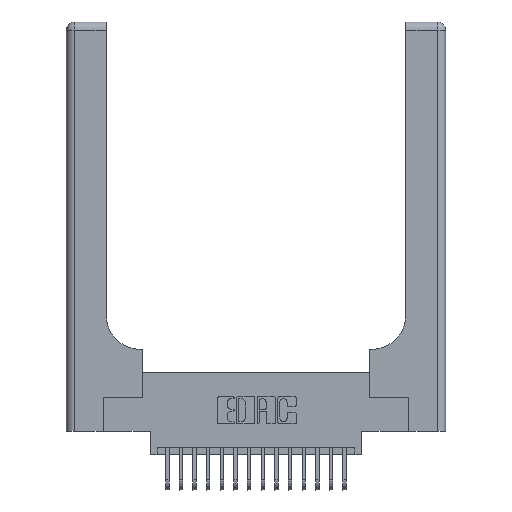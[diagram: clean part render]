
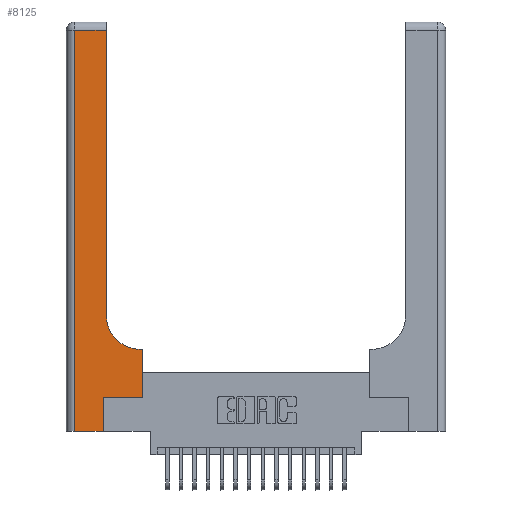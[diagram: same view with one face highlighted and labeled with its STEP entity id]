
A CAD part, top view. The second image highlights one B-rep face of the part: STEP entity #8125.
In plain terms, the highlighted planar face has unit normal (0, 0, 1).
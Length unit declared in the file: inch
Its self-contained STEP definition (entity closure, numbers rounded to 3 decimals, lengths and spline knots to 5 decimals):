
#125 = AXIS2_PLACEMENT_3D ( 'NONE', #9166, #12544, #9466 ) ;
#243 = VECTOR ( 'NONE', #2683, 39.37008 ) ;
#346 = CARTESIAN_POINT ( 'NONE',  ( 0.5585, 0.6, 0.37 ) ) ;
#607 = DIRECTION ( 'NONE',  ( 0., 1., 0. ) ) ;
#784 = VECTOR ( 'NONE', #7037, 39.37008 ) ;
#1157 = ORIENTED_EDGE ( 'NONE', *, *, #15962, .T. ) ;
#1439 = PLANE ( 'NONE',  #16275 ) ;
#1563 = VERTEX_POINT ( 'NONE', #20812 ) ;
#1724 = DIRECTION ( 'NONE',  ( 1., 0., 0. ) ) ;
#1934 = ORIENTED_EDGE ( 'NONE', *, *, #21259, .T. ) ;
#2604 = ORIENTED_EDGE ( 'NONE', *, *, #5318, .T. ) ;
#2683 = DIRECTION ( 'NONE',  ( 0., -1., 0. ) ) ;
#2928 = VERTEX_POINT ( 'NONE', #10083 ) ;
#2957 = DIRECTION ( 'NONE',  ( -1., 0., 0. ) ) ;
#3125 = VECTOR ( 'NONE', #607, 39.37008 ) ;
#3411 = CARTESIAN_POINT ( 'NONE',  ( 0.2915, 2.94, 0.37 ) ) ;
#3494 = LINE ( 'NONE', #10509, #18159 ) ;
#3583 = EDGE_CURVE ( 'NONE', #19707, #2928, #3982, .T. ) ;
#3982 = LINE ( 'NONE', #10306, #14495 ) ;
#4212 = CARTESIAN_POINT ( 'NONE',  ( 0.2915, 3., 0.37 ) ) ;
#4854 = VECTOR ( 'NONE', #19373, 39.37008 ) ;
#5318 = EDGE_CURVE ( 'NONE', #5731, #5425, #12067, .T. ) ;
#5425 = VERTEX_POINT ( 'NONE', #3411 ) ;
#5615 = EDGE_LOOP ( 'NONE', ( #2604, #20501, #11893, #1934, #15810, #19942, #8097, #1157, #18047 ) ) ;
#5690 = EDGE_CURVE ( 'NONE', #2928, #12883, #7573, .T. ) ;
#5731 = VERTEX_POINT ( 'NONE', #17327 ) ;
#6078 = CARTESIAN_POINT ( 'NONE',  ( 0., 2.94, 0.37 ) ) ;
#6322 = CARTESIAN_POINT ( 'NONE',  ( 0.2915, 0.6, 0.37 ) ) ;
#7037 = DIRECTION ( 'NONE',  ( 0., 1., 0. ) ) ;
#7573 = LINE ( 'NONE', #12280, #3125 ) ;
#7601 = VECTOR ( 'NONE', #19344, 39.37008 ) ;
#8097 = ORIENTED_EDGE ( 'NONE', *, *, #5690, .T. ) ;
#8125 = ADVANCED_FACE ( 'NONE', ( #9608 ), #1439, .F. ) ;
#8655 = DIRECTION ( 'NONE',  ( 1., 0., 0. ) ) ;
#9166 = CARTESIAN_POINT ( 'NONE',  ( 0.5415, 0.85, 0.37 ) ) ;
#9466 = DIRECTION ( 'NONE',  ( 1., 0., 0. ) ) ;
#9608 = FACE_OUTER_BOUND ( 'NONE', #5615, .T. ) ;
#9851 = LINE ( 'NONE', #6078, #4854 ) ;
#9897 = CARTESIAN_POINT ( 'NONE',  ( 0.06, 0., 0.37 ) ) ;
#10083 = CARTESIAN_POINT ( 'NONE',  ( 0.5585, 0.25, 0.37 ) ) ;
#10306 = CARTESIAN_POINT ( 'NONE',  ( 0.269, 0.25, 0.37 ) ) ;
#10509 = CARTESIAN_POINT ( 'NONE',  ( 0., 0., 0.37 ) ) ;
#10736 = VERTEX_POINT ( 'NONE', #9897 ) ;
#10778 = LINE ( 'NONE', #17011, #784 ) ;
#11574 = EDGE_CURVE ( 'NONE', #18523, #10736, #19166, .T. ) ;
#11893 = ORIENTED_EDGE ( 'NONE', *, *, #11574, .T. ) ;
#12067 = LINE ( 'NONE', #4212, #7601 ) ;
#12081 = EDGE_CURVE ( 'NONE', #17966, #19707, #10778, .T. ) ;
#12280 = CARTESIAN_POINT ( 'NONE',  ( 0.5585, 0.25, 0.37 ) ) ;
#12544 = DIRECTION ( 'NONE',  ( 0., 0., -1. ) ) ;
#12883 = VERTEX_POINT ( 'NONE', #346 ) ;
#14495 = VECTOR ( 'NONE', #1724, 39.37008 ) ;
#15611 = CIRCLE ( 'NONE', #125, 0.25 ) ;
#15810 = ORIENTED_EDGE ( 'NONE', *, *, #12081, .T. ) ;
#15962 = EDGE_CURVE ( 'NONE', #12883, #1563, #17144, .T. ) ;
#16275 = AXIS2_PLACEMENT_3D ( 'NONE', #16519, #21514, #19924 ) ;
#16519 = CARTESIAN_POINT ( 'NONE',  ( 0., 3., 0.37 ) ) ;
#16619 = CARTESIAN_POINT ( 'NONE',  ( 0.06, 2.94, 0.37 ) ) ;
#17011 = CARTESIAN_POINT ( 'NONE',  ( 0.269, 0., 0.37 ) ) ;
#17144 = LINE ( 'NONE', #6322, #20053 ) ;
#17327 = CARTESIAN_POINT ( 'NONE',  ( 0.2915, 0.85, 0.37 ) ) ;
#17710 = CARTESIAN_POINT ( 'NONE',  ( 0.269, 0.25, 0.37 ) ) ;
#17766 = CARTESIAN_POINT ( 'NONE',  ( 0.06, 3., 0.37 ) ) ;
#17966 = VERTEX_POINT ( 'NONE', #18558 ) ;
#18047 = ORIENTED_EDGE ( 'NONE', *, *, #18999, .T. ) ;
#18159 = VECTOR ( 'NONE', #8655, 39.37008 ) ;
#18523 = VERTEX_POINT ( 'NONE', #16619 ) ;
#18558 = CARTESIAN_POINT ( 'NONE',  ( 0.269, 0., 0.37 ) ) ;
#18999 = EDGE_CURVE ( 'NONE', #1563, #5731, #15611, .T. ) ;
#19089 = EDGE_CURVE ( 'NONE', #5425, #18523, #9851, .T. ) ;
#19166 = LINE ( 'NONE', #17766, #243 ) ;
#19344 = DIRECTION ( 'NONE',  ( 0., 1., 0. ) ) ;
#19373 = DIRECTION ( 'NONE',  ( -1., 0., 0. ) ) ;
#19707 = VERTEX_POINT ( 'NONE', #17710 ) ;
#19924 = DIRECTION ( 'NONE',  ( -1., 0., 0. ) ) ;
#19942 = ORIENTED_EDGE ( 'NONE', *, *, #3583, .T. ) ;
#20053 = VECTOR ( 'NONE', #2957, 39.37008 ) ;
#20501 = ORIENTED_EDGE ( 'NONE', *, *, #19089, .T. ) ;
#20812 = CARTESIAN_POINT ( 'NONE',  ( 0.5415, 0.6, 0.37 ) ) ;
#21259 = EDGE_CURVE ( 'NONE', #10736, #17966, #3494, .T. ) ;
#21514 = DIRECTION ( 'NONE',  ( 0., 0., -1. ) ) ;
